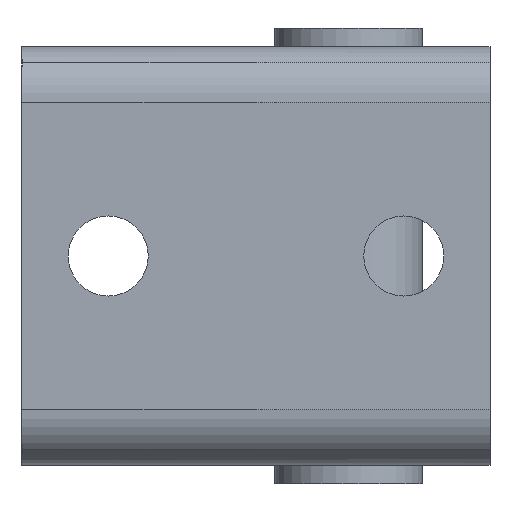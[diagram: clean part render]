
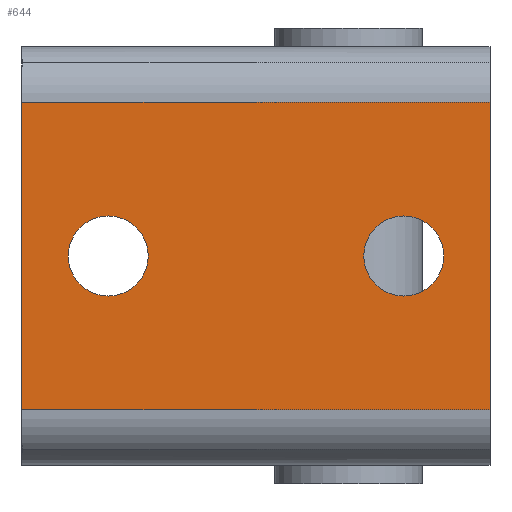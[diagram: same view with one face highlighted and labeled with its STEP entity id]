
A CAD part, front view. The second image highlights one B-rep face of the part: STEP entity #644.
In plain terms, the highlighted planar face has unit normal (0, -1, 0).
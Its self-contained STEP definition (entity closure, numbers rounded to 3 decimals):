
#198=CARTESIAN_POINT('',(7.75,0.0,0.0));
#199=VERTEX_POINT('',#198);
#215=CARTESIAN_POINT('',(1.25,0.0,0.));
#216=VERTEX_POINT('',#215);
#223=CARTESIAN_POINT('',(4.5,0.0,0.0));
#224=DIRECTION('',(0.0,1.0,0.0));
#225=DIRECTION('',(1.0,0.0,0.0));
#226=AXIS2_PLACEMENT_3D('',#223,#224,#225);
#227=CIRCLE('',#226,3.25);
#228=EDGE_CURVE('',#199,#216,#227,.T.);
#261=CARTESIAN_POINT('',(-16.25,0.0,0.));
#262=VERTEX_POINT('',#261);
#278=CARTESIAN_POINT('',(-22.75,0.0,0.));
#279=VERTEX_POINT('',#278);
#286=CARTESIAN_POINT('',(-19.5,0.0,0.));
#287=DIRECTION('',(0.0,1.0,0.0));
#288=DIRECTION('',(1.0,0.0,0.0));
#289=AXIS2_PLACEMENT_3D('',#286,#287,#288);
#290=CIRCLE('',#289,3.25);
#291=EDGE_CURVE('',#262,#279,#290,.T.);
#488=CARTESIAN_POINT('',(11.5,0.0,-12.5));
#489=VERTEX_POINT('',#488);
#497=CARTESIAN_POINT('',(-26.5,0.0,-12.5));
#498=VERTEX_POINT('',#497);
#499=CARTESIAN_POINT('',(11.5,0.0,-12.5));
#500=DIRECTION('',(-1.0,0.0,0.0));
#501=VECTOR('',#500,38.);
#502=LINE('',#499,#501);
#503=EDGE_CURVE('',#489,#498,#502,.T.);
#568=CARTESIAN_POINT('',(-26.5,0.0,12.5));
#569=VERTEX_POINT('',#568);
#570=CARTESIAN_POINT('',(-26.5,0.0,12.5));
#571=DIRECTION('',(0.0,0.0,-1.0));
#572=VECTOR('',#571,25.);
#573=LINE('',#570,#572);
#574=EDGE_CURVE('',#569,#498,#573,.T.);
#601=CARTESIAN_POINT('',(11.5,0.0,0.0));
#602=DIRECTION('',(0.0,-1.0,0.0));
#603=DIRECTION('',(0.0,0.0,-1.0));
#604=AXIS2_PLACEMENT_3D('',#601,#602,#603);
#605=PLANE('',#604);
#606=ORIENTED_EDGE('',*,*,#503,.F.);
#607=CARTESIAN_POINT('',(11.5,0.0,12.5));
#608=VERTEX_POINT('',#607);
#609=CARTESIAN_POINT('',(11.5,0.0,-12.5));
#610=DIRECTION('',(0.0,0.0,1.0));
#611=VECTOR('',#610,25.);
#612=LINE('',#609,#611);
#613=EDGE_CURVE('',#489,#608,#612,.T.);
#614=ORIENTED_EDGE('',*,*,#613,.T.);
#615=CARTESIAN_POINT('',(-26.5,0.0,12.5));
#616=DIRECTION('',(1.0,0.0,0.0));
#617=VECTOR('',#616,38.);
#618=LINE('',#615,#617);
#619=EDGE_CURVE('',#569,#608,#618,.T.);
#620=ORIENTED_EDGE('',*,*,#619,.F.);
#621=ORIENTED_EDGE('',*,*,#574,.T.);
#622=EDGE_LOOP('',(#606,#614,#620,#621));
#623=FACE_OUTER_BOUND('',#622,.T.);
#624=ORIENTED_EDGE('',*,*,#291,.T.);
#625=CARTESIAN_POINT('',(-19.5,0.0,0.));
#626=DIRECTION('',(0.0,1.0,0.0));
#627=DIRECTION('',(1.0,0.0,0.0));
#628=AXIS2_PLACEMENT_3D('',#625,#626,#627);
#629=CIRCLE('',#628,3.25);
#630=EDGE_CURVE('',#279,#262,#629,.T.);
#631=ORIENTED_EDGE('',*,*,#630,.T.);
#632=EDGE_LOOP('',(#624,#631));
#633=FACE_BOUND('',#632,.T.);
#634=ORIENTED_EDGE('',*,*,#228,.T.);
#635=CARTESIAN_POINT('',(4.5,0.0,0.0));
#636=DIRECTION('',(0.0,1.0,0.0));
#637=DIRECTION('',(1.0,0.0,0.0));
#638=AXIS2_PLACEMENT_3D('',#635,#636,#637);
#639=CIRCLE('',#638,3.25);
#640=EDGE_CURVE('',#216,#199,#639,.T.);
#641=ORIENTED_EDGE('',*,*,#640,.T.);
#642=EDGE_LOOP('',(#634,#641));
#643=FACE_BOUND('',#642,.T.);
#644=ADVANCED_FACE('',(#623,#633,#643),#605,.T.);
